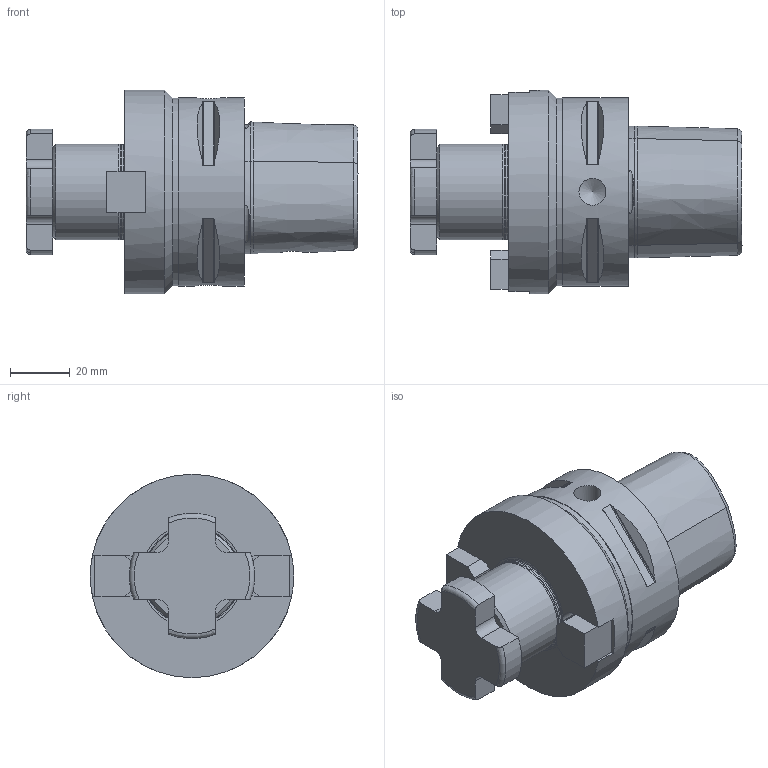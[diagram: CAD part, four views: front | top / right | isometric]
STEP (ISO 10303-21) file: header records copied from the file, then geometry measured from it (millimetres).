
FILE_DESCRIPTION(/* description */ (''),/* implementation_level */ '2;1');
FILE_NAME(/* name */ '06_32_9.stp',/* time_stamp */ '2021-10-27T08:40:56+02:00',/* author */ ('cad'),/* organization */ (''),/* preprocessor_version */ 'ST-DEVELOPER v18.1',/* originating_system */ 'Autodesk Inventor 2021',/* authorisation */ '');
FILE_SCHEMA (('AUTOMOTIVE_DESIGN { 1 0 10303 214 3 1 1 }'));
Length unit declared in the file: inch
Products named in the file (1): 06_32_9_Shrinkwrap_1
Bounding box: 111 x 68 x 68 mm (x, y, z)
Volume: 183773.6 mm3; surface area: 33476.4 mm2
Topology: 1 solids, 1 shells, 165 faces, 473 edges, 316 vertices
Faces by surface type: plane 78, cylinder 41, cone 23, bspline 12, torus 11
Full cylindrical faces by diameter (mm): 8.1 x2, 9 x1, 10 x1, 13.835 x1, 16 x1, 18.376 x1, 28 x2, 31.6 x1, 32 x3, 62.6 x1, 63 x1, 68 x1
Entity records: 6796 total; most frequent: CARTESIAN_POINT 2328, ORIENTED_EDGE 942, DIRECTION 850, EDGE_CURVE 471, AXIS2_PLACEMENT_3D 333, VERTEX_POINT 316, LINE 184, VECTOR 184
